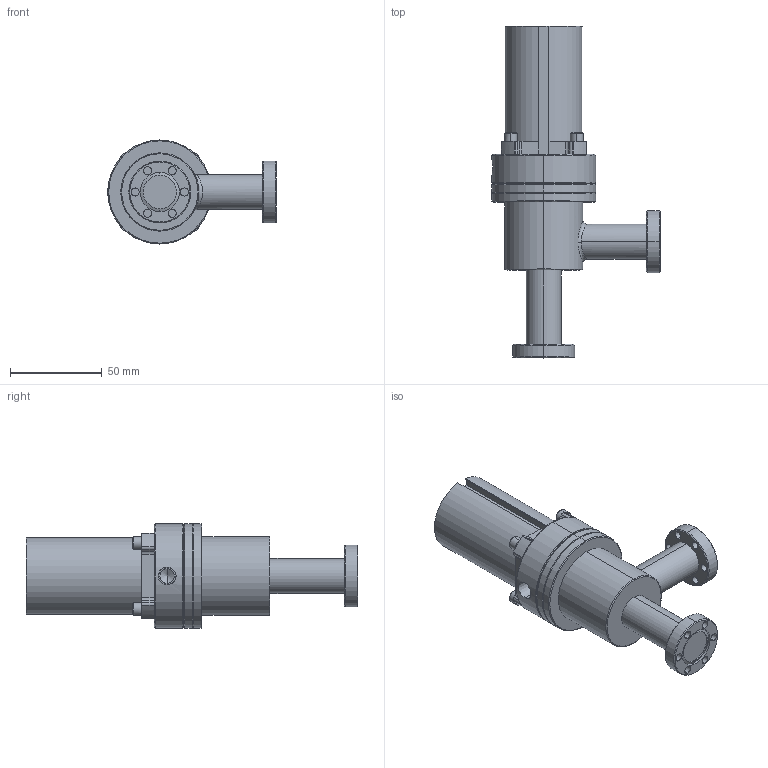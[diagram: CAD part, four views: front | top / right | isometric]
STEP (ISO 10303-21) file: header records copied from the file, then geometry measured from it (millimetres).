
FILE_DESCRIPTION (( 'STEP AP214' ), '1' );
FILE_NAME ('300109130016.STEP', '2021-04-27T06:40:52', ( 'admin' ), ( '' ), 'SwSTEP 2.0', 'SolidWorks 2018', '' );
FILE_SCHEMA (( 'AUTOMOTIVE_DESIGN' ));
Length unit declared in the file: millimetre
Products named in the file (1): 300109130016
Bounding box: 91.9 x 181.1 x 56.8 mm (x, y, z)
Volume: 247527.4 mm3; surface area: 37959.5 mm2
Topology: 1 solids, 1 shells, 219 faces, 554 edges, 349 vertices
Faces by surface type: plane 87, cylinder 84, cone 36, bspline 10, torus 2
Entity records: 7659 total; most frequent: CARTESIAN_POINT 2196, DIRECTION 1180, ORIENTED_EDGE 1104, EDGE_CURVE 552, AXIS2_PLACEMENT_3D 442, VERTEX_POINT 349, LINE 296, VECTOR 296
